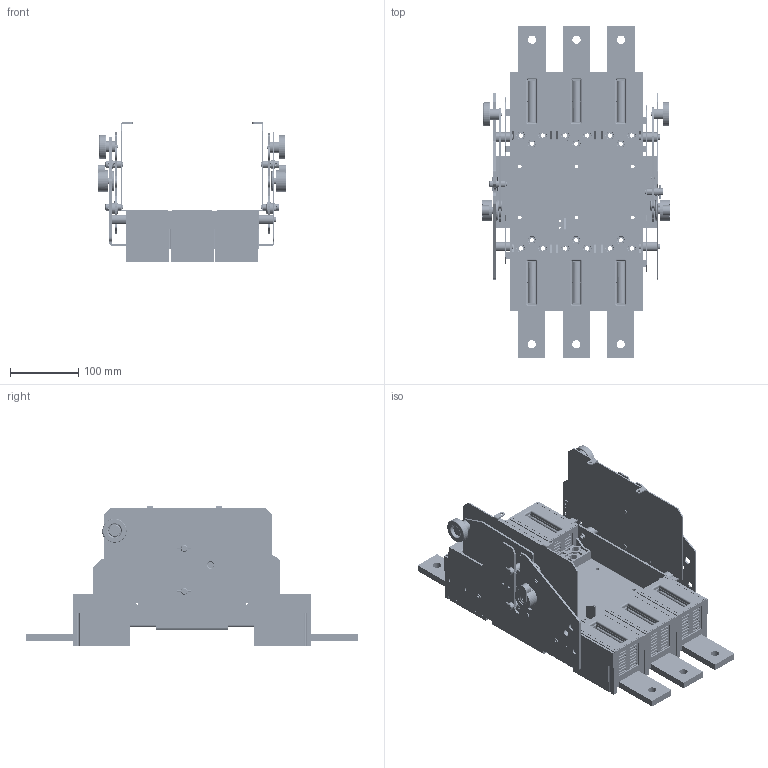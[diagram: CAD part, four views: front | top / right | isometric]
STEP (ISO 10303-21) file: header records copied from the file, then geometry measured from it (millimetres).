
FILE_DESCRIPTION((''),'2;1');
FILE_NAME('ASM0266_ASM','2021-09-07T14:09:20',('zhxmin'),(''),'CREO PARAMETRIC BY PTC INC, 2018020','CREO PARAMETRIC BY PTC INC, 2018020','');
FILE_SCHEMA(('CONFIG_CONTROL_DESIGN','SHAPE_APPEARANCE_LAYERS_GROUPS'));
Products named in the file (141): WF8_205_719-9_1_1; WF8_205_713-199_1_1; WF8_724_502-519_1_1; WF8_205_715-625_1_1; WF8_205_715-875_1_1; WF8_969_504-1125_1_1; WF8_205_716-1232_1_1; WF8_253_534-1420_1_1; 3WF8_253_532-2222_1_1; 3WF8_253_537_1_1_1; 2WF8_135_507_1_1_1; WF8_969_504-7821_1_1; WF8_205_716-7928_1_1; WF8_253_534-8116_1_1; 3WF8_253_532-8918_1_1; 3WF8_253_533_1_1; WF8_205_713-11346_1_1; WF8_724_502-11666_1_1; WF8_205_719-11772_1_1; WF8_205_715-11960_1_1; WF8_205_715-12210_1_1; 2WF8_135_506_1_1_1; ____2_5X20-14921_1_1; WF8_724_500-15043_1_1; WF8_205_717-15149_1_1; ____2_5X20-16051_1_1; ____2_5X20-16173_1_1; WF8_724_500-16295_1_1; WF8_205_717-16401_1_1; ____2_5X20-17303_1_1; EX9M45____2-135074_1_1; ____2_5X20-18826_1_1; ____2_5X20-18948_1_1; WF8_724_500-19070_1_1; WF8_205_717-19176_1_1; ____2_5X20-20078_1_1; ____2_5X20-20200_1_1; WF8_724_500-20322_1_1; WF8_205_717-20428_1_1; EX9M45____1-14558_1_1 ...
Assembly tree (145 placements, depth 4):
  ASM0266_ASM
    CH2-EX9M4500_ASM_1_1_ASM
      ASM0082_ASM_1_1_ASM
        WF8_205_719-9_1_1
        WF8_205_713-199_1_1
        WF8_724_502-519_1_1
        WF8_205_715-625_1_1
        WF8_205_715-875_1_1
        WF8_969_504-1125_1_1
        WF8_205_716-1232_1_1
        WF8_253_534-1420_1_1
        3WF8_253_532-2222_1_1
        3WF8_253_537_1_1_1
        2WF8_135_507_1_1_1
        WF8_969_504-7821_1_1
        WF8_205_716-7928_1_1
        WF8_253_534-8116_1_1
        3WF8_253_532-8918_1_1
        3WF8_253_533_1_1
        WF8_205_713-11346_1_1
        WF8_724_502-11666_1_1
        WF8_205_719-11772_1_1
        WF8_205_715-11960_1_1
        WF8_205_715-12210_1_1
        2WF8_135_506_1_1_1
        ____2_5X20-14921_1_1
        WF8_724_500-15043_1_1
        WF8_205_717-15149_1_1
        ____2_5X20-16051_1_1
        ____2_5X20-16173_1_1
        WF8_724_500-16295_1_1
        WF8_205_717-16401_1_1
        ____2_5X20-17303_1_1
        EX9M45____2-135074_1_1
        ____2_5X20-18826_1_1
        ____2_5X20-18948_1_1
        WF8_724_500-19070_1_1
        WF8_205_717-19176_1_1
        ____2_5X20-20078_1_1
        ____2_5X20-20200_1_1
        WF8_724_500-20322_1_1
        WF8_205_717-20428_1_1
        EX9M45____1-14558_1_1
        CH2________-31_1_1
        ____2-36-134805_1_1
        ____-1475-136735_1_1
        ____CH2-138233_1_1
        ____-1504-145030_1_1
        ____2-36-145711_1_1
        800______-1518-147233_1_1
        800______-96-147895_1_1
        800______-1518-149548_1_1
        800______-1518-150210_1_1
        800______-1518-150872_1_1
        800______-1518-151534_1_1
        800______-96-152196_1_1
        800______-1518-153849_1_1
        800______-1518-154511_1_1
        800______-1518-155173_1_1
        ____2-36-155835_1_1
Bounding box: 274.8 x 485 x 203.5 mm (x, y, z)
Volume: 2404600.7 mm3; surface area: 1249494.2 mm2
Topology: 143 solids, 143 shells, 7207 faces, 20285 edges, 13530 vertices
Faces by surface type: plane 3980, cylinder 2751, cone 360, torus 80, bspline 32, sphere 4
Entity records: 291915 total; most frequent: CARTESIAN_POINT 44920, DIRECTION 41511, ORIENTED_EDGE 40322, EDGE_CURVE 20161, AXIS2_PLACEMENT_3D 14064, VERTEX_POINT 13450, VECTOR 13383, LINE 13383
